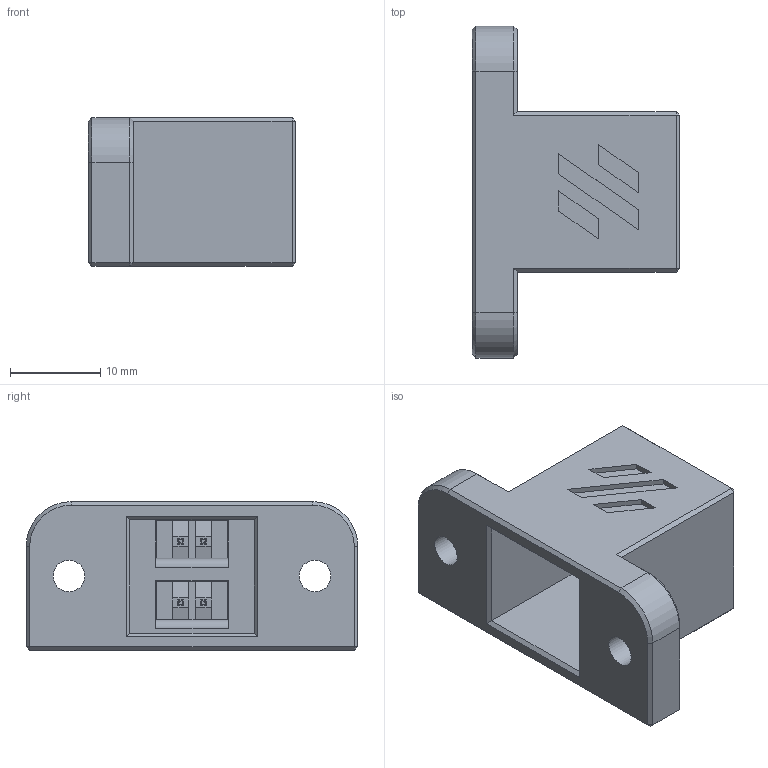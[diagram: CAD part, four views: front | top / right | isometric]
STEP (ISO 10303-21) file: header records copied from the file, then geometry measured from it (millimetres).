
FILE_DESCRIPTION(/* description */ (''),/* implementation_level */ '2;1');
FILE_NAME(/* name */ 'JST.step',/* time_stamp */ '2025-04-30T06:26:45-05:00',/* author */ (''),/* organization */ (''),/* preprocessor_version */ 'ST-DEVELOPER v20.1',/* originating_system */ 'Autodesk Translation Framework v14.4.0.0',/* authorisation */ '');
FILE_SCHEMA (('AUTOMOTIVE_DESIGN { 1 0 10303 214 3 1 1 }'));
Length unit declared in the file: millimetre
Products named in the file (3): Wago JST bed assembly; Wago bed; CONNECTOR WHITE JST XH 2 PIN - 2,54 mm
Assembly tree (3 placements, depth 2):
  Wago JST bed assembly
    Wago bed
    CONNECTOR WHITE JST XH 2 PIN - 2,54 mm  x2
Bounding box: 23 x 36.8 x 16.5 mm (x, y, z)
Volume: 5216.9 mm3; surface area: 4855.9 mm2
Topology: 3 solids, 3 shells, 495 faces, 1234 edges, 764 vertices
Faces by surface type: plane 305, cylinder 112, bspline 74, cone 4
Full cylindrical faces by diameter (mm): 3.5 x2
Entity records: 9891 total; most frequent: CARTESIAN_POINT 3072, ORIENTED_EDGE 1444, DIRECTION 1275, EDGE_CURVE 722, LINE 553, VECTOR 553, VERTEX_POINT 444, AXIS2_PLACEMENT_3D 361
